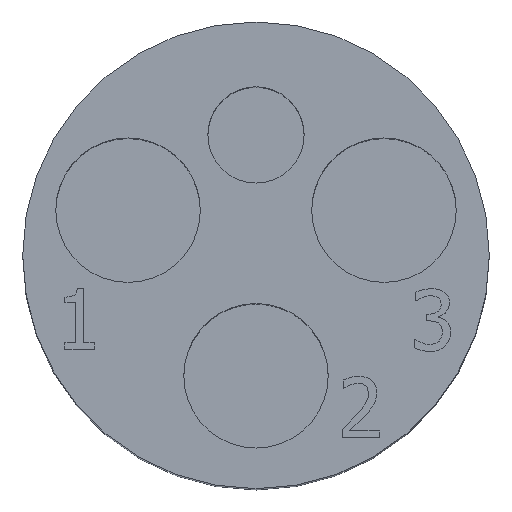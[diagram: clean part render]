
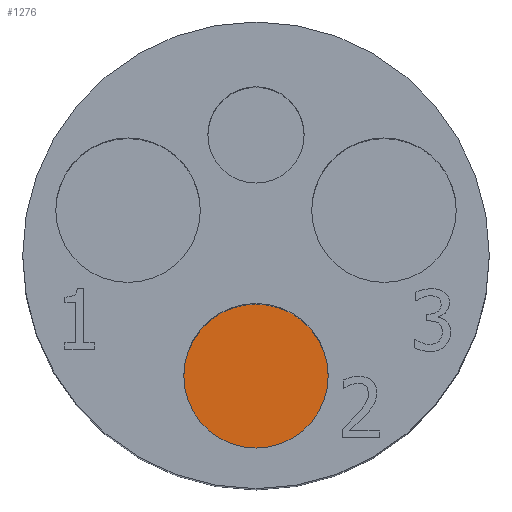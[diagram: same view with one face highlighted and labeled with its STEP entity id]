
A CAD part, top view. The second image highlights one B-rep face of the part: STEP entity #1276.
In plain terms, the highlighted planar face has unit normal (0, 0, 1).
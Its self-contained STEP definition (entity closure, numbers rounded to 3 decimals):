
#37=CIRCLE($,#1327,2.4);
#148=FACE_OUTER_BOUND($,#224,.T.);
#224=EDGE_LOOP($,(#1101));
#627=VERTEX_POINT($,#2409);
#806=EDGE_CURVE($,#627,#627,#37,.T.);
#1101=ORIENTED_EDGE($,*,*,#806,.T.);
#1201=PLANE($,#1329);
#1276=ADVANCED_FACE($,(#148),#1201,.F.);
#1327=AXIS2_PLACEMENT_3D($,#2410,#1528,#1529);
#1329=AXIS2_PLACEMENT_3D($,#2413,#1532,#1533);
#1528=DIRECTION('center_axis',(0.,0.,1.));
#1529=DIRECTION('ref_axis',(-1.,0.,0.));
#1532=DIRECTION('center_axis',(0.,0.,-1.));
#1533=DIRECTION('ref_axis',(-1.,0.,0.));
#2409=CARTESIAN_POINT('',(2.4,-4.,12.5));
#2410=CARTESIAN_POINT('Origin',(0.,-4.,12.5));
#2413=CARTESIAN_POINT('Origin',(0.,-4.,12.5));
